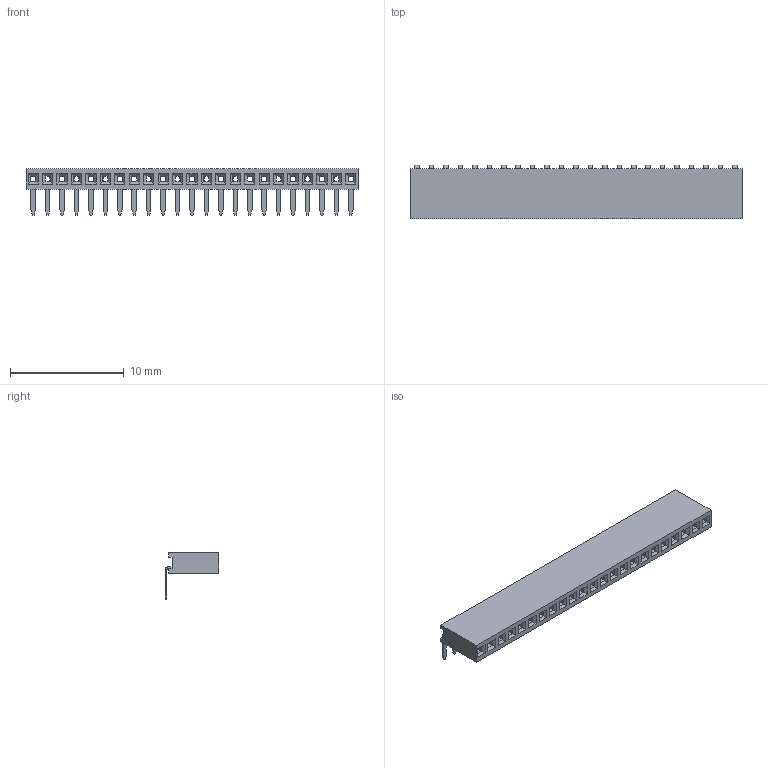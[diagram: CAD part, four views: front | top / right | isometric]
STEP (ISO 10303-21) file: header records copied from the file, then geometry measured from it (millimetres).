
FILE_DESCRIPTION(('STEP AP214'), '1');
FILE_NAME('PBS1.27-R', '', ('UNSPECIFIED'), ('UNSPECIFIED'), 'ASCON STEP Converter 1.6', 'ASCON Math Kernel', '');
FILE_SCHEMA(('AUTOMOTIVE_DESIGN { 1 0 10303 214 3 1 1}'));
Length unit declared in the file: millimetre
Bounding box: 29.21 x 4.7 x 4.1 mm (x, y, z)
Volume: 166.2 mm3; surface area: 1171.4 mm2
Topology: 24 solids, 24 shells, 1367 faces, 3681 edges, 2362 vertices
Faces by surface type: plane 1160, cylinder 207
Entity records: 53147 total; most frequent: CARTESIAN_POINT 7411, ORIENTED_EDGE 7362, DIRECTION 6831, EDGE_CURVE 3681, LINE 3267, VECTOR 3267, VERTEX_POINT 2362, AXIS2_PLACEMENT_3D 1782
